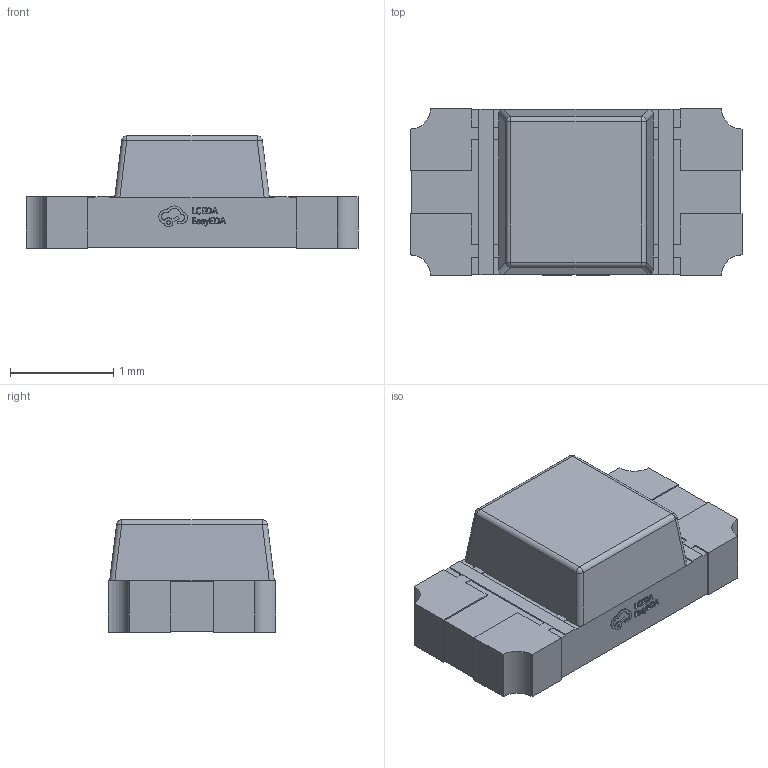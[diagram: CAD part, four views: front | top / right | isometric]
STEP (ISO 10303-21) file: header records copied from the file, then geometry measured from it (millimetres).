
FILE_DESCRIPTION (( 'STEP AP214' ), '1' );
FILE_NAME ('LED-SMD_4P-L3.2-W1.6-H1.1.step', '2022-07-08T12:11:30', ( '' ), ( '' ), 'SwSTEP 2.0', 'SolidWorks 2020', '' );
FILE_SCHEMA (( 'AUTOMOTIVE_DESIGN' ));
Length unit declared in the file: millimetre
Products named in the file (1): LED-SMD_4P-L3.2-W1.6-H1.1
Bounding box: 3.22 x 1.62 x 1.09 mm (x, y, z)
Volume: 3.8 mm3; surface area: 17.9 mm2
Topology: 1 solids, 1 shells, 375 faces, 1025 edges, 678 vertices
Faces by surface type: plane 247, bspline 112, cylinder 12, sphere 4
Entity records: 16906 total; most frequent: CARTESIAN_POINT 4195, ORIENTED_EDGE 2050, DIRECTION 1341, EDGE_CURVE 1025, LINE 773, VECTOR 773, VERTEX_POINT 678, EDGE_LOOP 401
